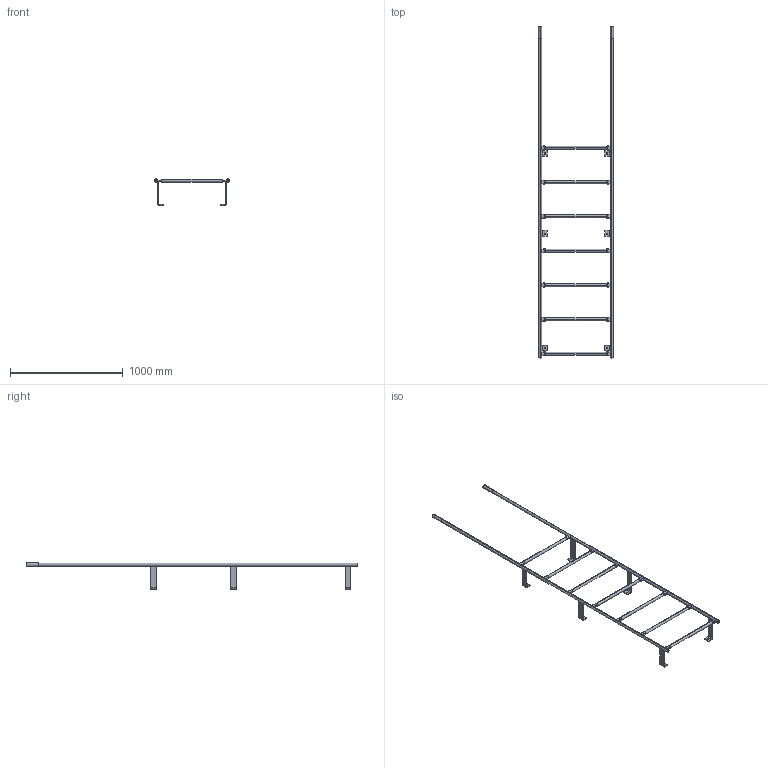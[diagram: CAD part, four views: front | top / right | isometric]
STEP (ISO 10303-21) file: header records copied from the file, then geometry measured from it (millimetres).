
FILE_DESCRIPTION (( 'STEP AP203' ), '1' );
FILE_NAME ('RT-DT-7 (24in Rung).STEP', '2020-05-15T19:50:20', ( '' ), ( '' ), 'SwSTEP 2.0', 'SolidWorks 2020', '' );
FILE_SCHEMA (( 'CONFIG_CONTROL_DESIGN' ));
Length unit declared in the file: inch
Products named in the file (5): RT-DT-.75-SCD40-24_RT-DT7; handle-24; RT-DT-.75-SCD40-RUNG-REV-2-24; RT-DT-STANDOFF-24; RT-DT-7 (24in Rung)
Assembly tree (17 placements, depth 2):
  RT-DT-7 (24in Rung)
    RT-DT-.75-SCD40-24_RT-DT7  x2
    RT-DT-.75-SCD40-RUNG-REV-2-24  x7
    RT-DT-STANDOFF-24  x6
    handle-24  x2
Bounding box: 666.43 x 2947.99 x 231.62 mm (x, y, z)
Volume: 4158691.7 mm3; surface area: 1459341.9 mm2
Topology: 17 solids, 17 shells, 298 faces, 702 edges, 440 vertices
Faces by surface type: plane 120, bspline 84, cylinder 82, sphere 8, torus 4
Entity records: 4007 total; most frequent: CARTESIAN_POINT 1865, DIRECTION 270, ORIENTED_EDGE 256, EDGE_CURVE 128, AXIS2_PLACEMENT_3D 109, VERTEX_POINT 80, EDGE_LOOP 62, COORDINATED_UNIVERSAL_TIME_OFFSET 59
